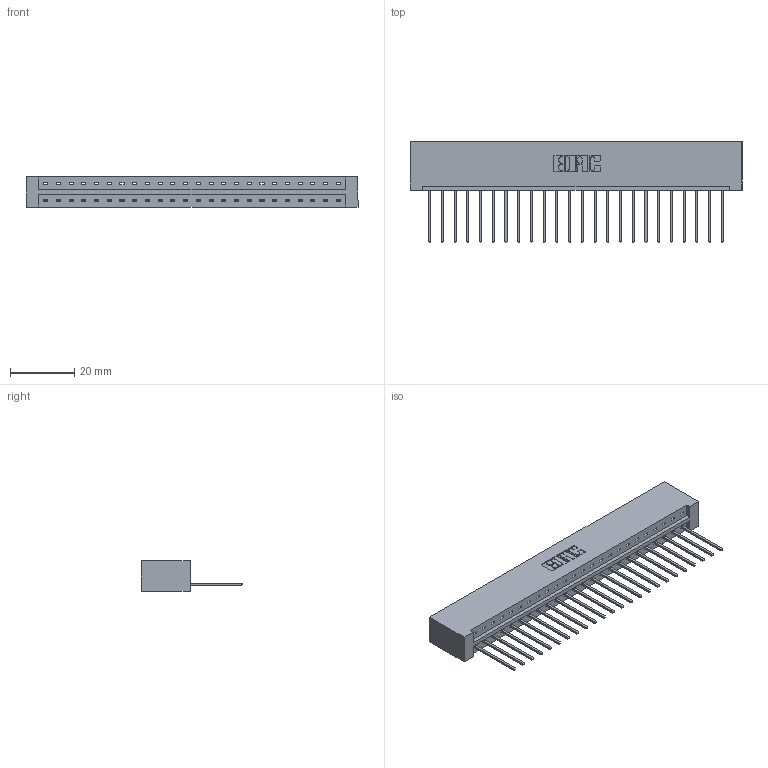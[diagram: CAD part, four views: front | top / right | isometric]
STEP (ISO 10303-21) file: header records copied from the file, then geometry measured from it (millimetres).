
FILE_DESCRIPTION (( 'STEP AP203' ), '1' );
FILE_NAME ('333-024-542-101.STEP', '2018-08-02T11:19:44', ( '' ), ( '' ), 'SwSTEP 2.0', 'SolidWorks 2016', '' );
FILE_SCHEMA (( 'CONFIG_CONTROL_DESIGN' ));
Length unit declared in the file: inch
Products named in the file (3): 333 Part_Lugless; 345-292-001_345-293-142; 333-024-542-101
Assembly tree (25 placements, depth 2):
  333-024-542-101
    333 Part_Lugless
    345-292-001_345-293-142  x24
Bounding box: 103.35 x 31.63 x 9.4 mm (x, y, z)
Volume: 10911.5 mm3; surface area: 11996.4 mm2
Topology: 25 solids, 25 shells, 1498 faces, 4511 edges, 2974 vertices
Faces by surface type: plane 1074, cylinder 424
Entity records: 16741 total; most frequent: CARTESIAN_POINT 2898, ORIENTED_EDGE 2858, DIRECTION 2473, EDGE_CURVE 1429, LINE 1309, VECTOR 1309, VERTEX_POINT 950, AXIS2_PLACEMENT_3D 582
